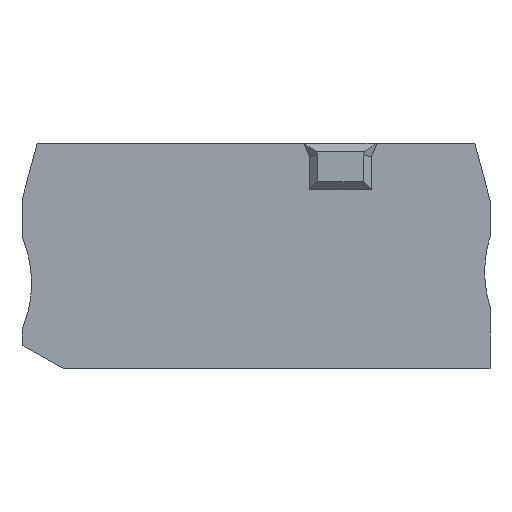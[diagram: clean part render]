
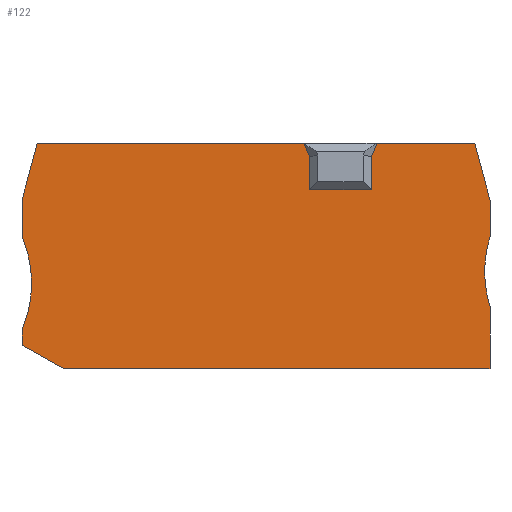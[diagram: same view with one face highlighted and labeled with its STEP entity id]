
A CAD part, left-side view. The second image highlights one B-rep face of the part: STEP entity #122.
In plain terms, the highlighted planar face has unit normal (-1, 0, 0).
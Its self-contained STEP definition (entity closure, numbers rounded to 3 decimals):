
#122=ADVANCED_FACE('',(#248),#249,.T.);
#248=FACE_OUTER_BOUND('',#390,.T.);
#249=PLANE('',#391);
#390=EDGE_LOOP('',(#530,#531,#532,#533,#534,#535,#536,#537,#538,#539,#540,#541,#542,#543,#544,#545,#546,#547,#548));
#391=AXIS2_PLACEMENT_3D('',#549,#550,#551);
#530=ORIENTED_EDGE('',*,*,#899,.F.);
#531=ORIENTED_EDGE('',*,*,#900,.F.);
#532=ORIENTED_EDGE('',*,*,#901,.F.);
#533=ORIENTED_EDGE('',*,*,#902,.F.);
#534=ORIENTED_EDGE('',*,*,#903,.F.);
#535=ORIENTED_EDGE('',*,*,#904,.F.);
#536=ORIENTED_EDGE('',*,*,#905,.F.);
#537=ORIENTED_EDGE('',*,*,#906,.F.);
#538=ORIENTED_EDGE('',*,*,#907,.F.);
#539=ORIENTED_EDGE('',*,*,#890,.T.);
#540=ORIENTED_EDGE('',*,*,#908,.T.);
#541=ORIENTED_EDGE('',*,*,#909,.F.);
#542=ORIENTED_EDGE('',*,*,#910,.F.);
#543=ORIENTED_EDGE('',*,*,#911,.F.);
#544=ORIENTED_EDGE('',*,*,#912,.F.);
#545=ORIENTED_EDGE('',*,*,#913,.T.);
#546=ORIENTED_EDGE('',*,*,#897,.T.);
#547=ORIENTED_EDGE('',*,*,#914,.F.);
#548=ORIENTED_EDGE('',*,*,#915,.F.);
#549=CARTESIAN_POINT('',(0.,24.6,28.05));
#550=DIRECTION('',(-1.0,0.0,0.0));
#551=DIRECTION('',(0.0,0.0,-1.0));
#890=EDGE_CURVE('',#1038,#1035,#1039,.T.);
#897=EDGE_CURVE('',#1045,#1049,#1051,.T.);
#899=EDGE_CURVE('',#1053,#1054,#1055,.T.);
#900=EDGE_CURVE('',#1056,#1053,#1057,.T.);
#901=EDGE_CURVE('',#1058,#1056,#1059,.T.);
#902=EDGE_CURVE('',#1060,#1058,#1061,.T.);
#903=EDGE_CURVE('',#1062,#1060,#1063,.T.);
#904=EDGE_CURVE('',#1064,#1062,#1065,.T.);
#905=EDGE_CURVE('',#1066,#1064,#1067,.T.);
#906=EDGE_CURVE('',#1068,#1066,#1069,.T.);
#907=EDGE_CURVE('',#1038,#1068,#1070,.T.);
#908=EDGE_CURVE('',#1035,#1071,#1072,.T.);
#909=EDGE_CURVE('',#1073,#1071,#1074,.T.);
#910=EDGE_CURVE('',#1075,#1073,#1076,.T.);
#911=EDGE_CURVE('',#1077,#1075,#1078,.T.);
#912=EDGE_CURVE('',#1079,#1077,#1080,.T.);
#913=EDGE_CURVE('',#1079,#1045,#1081,.T.);
#914=EDGE_CURVE('',#1082,#1049,#1083,.T.);
#915=EDGE_CURVE('',#1054,#1082,#1084,.T.);
#1035=VERTEX_POINT('',#1245);
#1038=VERTEX_POINT('',#1249);
#1039=CIRCLE('',#1250,15.0);
#1045=VERTEX_POINT('',#1257);
#1049=VERTEX_POINT('',#1262);
#1051=CIRCLE('',#1265,15.0);
#1053=VERTEX_POINT('',#1267);
#1054=VERTEX_POINT('',#1268);
#1055=LINE('',#1269,#1270);
#1056=VERTEX_POINT('',#1271);
#1057=LINE('',#1272,#1273);
#1058=VERTEX_POINT('',#1274);
#1059=LINE('',#1275,#1276);
#1060=VERTEX_POINT('',#1277);
#1061=LINE('',#1278,#1279);
#1062=VERTEX_POINT('',#1280);
#1063=LINE('',#1281,#1282);
#1064=VERTEX_POINT('',#1283);
#1065=LINE('',#1284,#1285);
#1066=VERTEX_POINT('',#1286);
#1067=LINE('',#1287,#1288);
#1068=VERTEX_POINT('',#1289);
#1069=LINE('',#1290,#1291);
#1070=LINE('',#1292,#1293);
#1071=VERTEX_POINT('',#1294);
#1072=CIRCLE('',#1295,15.0);
#1073=VERTEX_POINT('',#1296);
#1074=LINE('',#1297,#1298);
#1075=VERTEX_POINT('',#1299);
#1076=LINE('',#1300,#1301);
#1077=VERTEX_POINT('',#1302);
#1078=LINE('',#1303,#1304);
#1079=VERTEX_POINT('',#1305);
#1080=LINE('',#1306,#1307);
#1081=CIRCLE('',#1308,15.0);
#1082=VERTEX_POINT('',#1309);
#1083=LINE('',#1310,#1311);
#1084=LINE('',#1312,#1313);
#1245=CARTESIAN_POINT('',(0.,59.148,11.));
#1249=CARTESIAN_POINT('',(0.,60.4,17.));
#1250=AXIS2_PLACEMENT_3D('',#1549,#1550,#1551);
#1257=CARTESIAN_POINT('',(0.,0.691,12.5));
#1262=CARTESIAN_POINT('',(0.,0.,17.));
#1265=AXIS2_PLACEMENT_3D('',#1561,#1562,#1563);
#1267=CARTESIAN_POINT('',(0.,14.582,29.05));
#1268=CARTESIAN_POINT('',(0.,1.96,29.05));
#1269=CARTESIAN_POINT('',(0.,33.814,29.05));
#1270=VECTOR('',#1564,1.0);
#1271=CARTESIAN_POINT('',(0.,15.3,27.35));
#1272=CARTESIAN_POINT('',(0.,15.841,26.07));
#1273=VECTOR('',#1565,1.0);
#1274=CARTESIAN_POINT('',(0.,15.3,23.05));
#1275=CARTESIAN_POINT('',(0.,15.3,26.07));
#1276=VECTOR('',#1566,1.0);
#1277=CARTESIAN_POINT('',(0.,23.3,23.05));
#1278=CARTESIAN_POINT('',(0.,33.814,23.05));
#1279=VECTOR('',#1567,1.0);
#1280=CARTESIAN_POINT('',(0.,23.3,27.35));
#1281=CARTESIAN_POINT('',(0.,23.3,26.07));
#1282=VECTOR('',#1568,1.0);
#1283=CARTESIAN_POINT('',(0.,24.018,29.05));
#1284=CARTESIAN_POINT('',(0.,22.759,26.07));
#1285=VECTOR('',#1569,1.0);
#1286=CARTESIAN_POINT('',(0.,58.44,29.05));
#1287=CARTESIAN_POINT('',(0.,33.814,29.05));
#1288=VECTOR('',#1570,1.0);
#1289=CARTESIAN_POINT('',(0.,60.4,21.734));
#1290=CARTESIAN_POINT('',(0.,59.238,26.07));
#1291=VECTOR('',#1571,1.0);
#1292=CARTESIAN_POINT('',(0.,60.4,26.07));
#1293=VECTOR('',#1572,1.0);
#1294=CARTESIAN_POINT('',(0.,60.4,5.));
#1295=AXIS2_PLACEMENT_3D('',#1573,#1574,#1575);
#1296=CARTESIAN_POINT('',(0.,60.4,3.));
#1297=CARTESIAN_POINT('',(0.,60.4,26.07));
#1298=VECTOR('',#1576,1.0);
#1299=CARTESIAN_POINT('',(0.,54.993,0.));
#1300=CARTESIAN_POINT('',(0.,33.814,-11.75));
#1301=VECTOR('',#1577,1.0);
#1302=CARTESIAN_POINT('',(0.,0.,0.));
#1303=CARTESIAN_POINT('',(0.,33.814,0.));
#1304=VECTOR('',#1578,1.0);
#1305=CARTESIAN_POINT('',(0.,0.,8.));
#1306=CARTESIAN_POINT('',(0.,0.,26.07));
#1307=VECTOR('',#1579,1.0);
#1308=AXIS2_PLACEMENT_3D('',#1580,#1581,#1582);
#1309=CARTESIAN_POINT('',(0.,0.,21.734));
#1310=CARTESIAN_POINT('',(0.,0.,26.07));
#1311=VECTOR('',#1583,1.0);
#1312=CARTESIAN_POINT('',(0.,1.162,26.07));
#1313=VECTOR('',#1584,1.0);
#1549=CARTESIAN_POINT('',(0.,74.148,11.));
#1550=DIRECTION('',(1.0,0.0,0.0));
#1551=DIRECTION('',(0.0,1.0,0.0));
#1561=CARTESIAN_POINT('',(0.,-14.309,12.5));
#1562=DIRECTION('',(1.0,0.0,0.0));
#1563=DIRECTION('',(0.0,1.0,0.0));
#1564=DIRECTION('',(0.0,-1.0,0.0));
#1565=DIRECTION('',(0.,-0.389,0.921));
#1566=DIRECTION('',(0.,0.,1.0));
#1567=DIRECTION('',(0.0,-1.0,0.));
#1568=DIRECTION('',(0.,0.,-1.0));
#1569=DIRECTION('',(0.,-0.389,-0.921));
#1570=DIRECTION('',(0.0,-1.0,0.0));
#1571=DIRECTION('',(0.0,-0.259,0.966));
#1572=DIRECTION('',(0.0,0.0,1.0));
#1573=CARTESIAN_POINT('',(0.,74.148,11.));
#1574=DIRECTION('',(1.0,0.0,0.0));
#1575=DIRECTION('',(0.0,1.0,0.0));
#1576=DIRECTION('',(0.0,0.0,1.0));
#1577=DIRECTION('',(0.0,0.874,0.485));
#1578=DIRECTION('',(0.0,1.0,0.0));
#1579=DIRECTION('',(0.0,0.0,-1.0));
#1580=CARTESIAN_POINT('',(0.,-14.309,12.5));
#1581=DIRECTION('',(1.0,0.0,0.0));
#1582=DIRECTION('',(0.0,1.0,0.0));
#1583=DIRECTION('',(0.0,0.0,-1.0));
#1584=DIRECTION('',(0.0,-0.259,-0.966));
